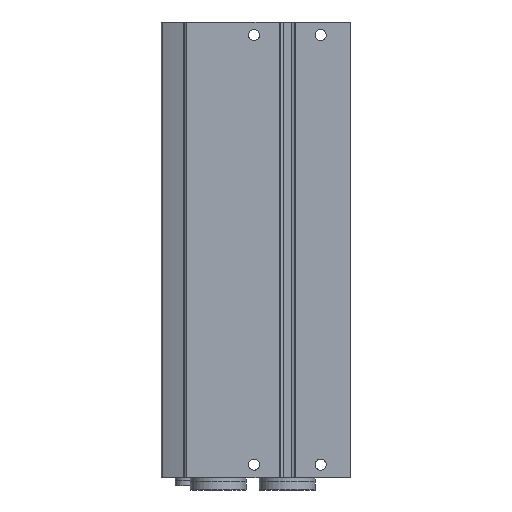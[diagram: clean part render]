
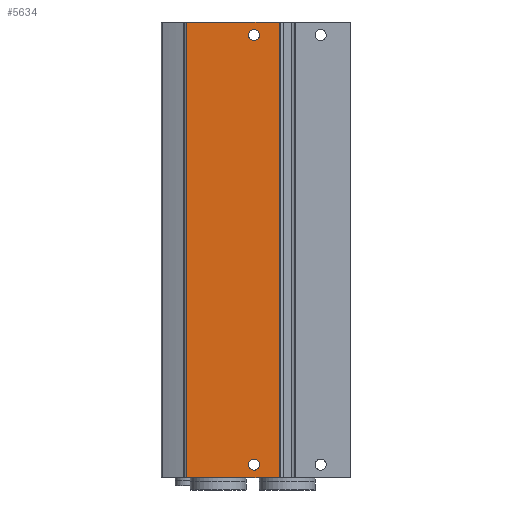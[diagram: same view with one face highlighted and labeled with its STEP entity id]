
A CAD part, front view. The second image highlights one B-rep face of the part: STEP entity #5634.
In plain terms, the highlighted planar face has unit normal (0, -1, 0).
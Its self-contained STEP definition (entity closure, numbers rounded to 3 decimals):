
#257=PLANE('',#6096);
#442=CIRCLE('',#6097,3.15);
#443=CIRCLE('',#6098,3.15);
#857=ORIENTED_EDGE('',*,*,#2297,.F.);
#858=ORIENTED_EDGE('',*,*,#2298,.F.);
#859=ORIENTED_EDGE('',*,*,#2299,.F.);
#860=ORIENTED_EDGE('',*,*,#2296,.F.);
#861=ORIENTED_EDGE('',*,*,#2300,.T.);
#862=ORIENTED_EDGE('',*,*,#2301,.T.);
#2296=EDGE_CURVE('',#3013,#3012,#3545,.T.);
#2297=EDGE_CURVE('',#3014,#3014,#442,.T.);
#2298=EDGE_CURVE('',#3015,#3015,#443,.T.);
#2299=EDGE_CURVE('',#3012,#3016,#3546,.T.);
#2300=EDGE_CURVE('',#3013,#3017,#3547,.T.);
#2301=EDGE_CURVE('',#3017,#3016,#3548,.T.);
#3012=VERTEX_POINT('',#9062);
#3013=VERTEX_POINT('',#9064);
#3014=VERTEX_POINT('',#9068);
#3015=VERTEX_POINT('',#9070);
#3016=VERTEX_POINT('',#9072);
#3017=VERTEX_POINT('',#9074);
#3545=LINE('',#9065,#3906);
#3546=LINE('',#9071,#3907);
#3547=LINE('',#9073,#3908);
#3548=LINE('',#9075,#3909);
#3906=VECTOR('',#6878,1000.);
#3907=VECTOR('',#6885,1000.);
#3908=VECTOR('',#6886,1000.);
#3909=VECTOR('',#6887,1000.);
#4276=EDGE_LOOP('',(#857));
#4277=EDGE_LOOP('',(#858));
#4278=EDGE_LOOP('',(#859,#860,#861,#862));
#4895=FACE_BOUND('',#4276,.T.);
#4896=FACE_BOUND('',#4277,.T.);
#4897=FACE_BOUND('',#4278,.T.);
#5634=ADVANCED_FACE('',(#4895,#4896,#4897),#257,.T.);
#6096=AXIS2_PLACEMENT_3D('',#9066,#6879,#6880);
#6097=AXIS2_PLACEMENT_3D('',#9067,#6881,#6882);
#6098=AXIS2_PLACEMENT_3D('',#9069,#6883,#6884);
#6878=DIRECTION('',(0.,0.,1.));
#6879=DIRECTION('',(0.,-1.,0.));
#6880=DIRECTION('',(0.,0.,-1.));
#6881=DIRECTION('',(0.,-1.,0.));
#6882=DIRECTION('',(0.,0.,-1.));
#6883=DIRECTION('',(0.,-1.,0.));
#6884=DIRECTION('',(0.,0.,-1.));
#6885=DIRECTION('',(1.,0.,0.));
#6886=DIRECTION('',(1.,0.,0.));
#6887=DIRECTION('',(0.,0.,1.));
#9062=CARTESIAN_POINT('',(-57.5,0.,0.));
#9064=CARTESIAN_POINT('',(-57.5,0.,-260.));
#9065=CARTESIAN_POINT('',(-57.5,0.,-260.));
#9066=CARTESIAN_POINT('',(-57.5,0.,-260.));
#9067=CARTESIAN_POINT('',(-19.,0.,-252.5));
#9068=CARTESIAN_POINT('',(-19.,0.,-255.65));
#9069=CARTESIAN_POINT('',(-19.,0.,-7.5));
#9070=CARTESIAN_POINT('',(-19.,0.,-10.65));
#9071=CARTESIAN_POINT('',(-57.5,0.,0.));
#9072=CARTESIAN_POINT('',(-4.7,0.,0.));
#9073=CARTESIAN_POINT('',(-57.5,0.,-260.));
#9074=CARTESIAN_POINT('',(-4.7,0.,-260.));
#9075=CARTESIAN_POINT('',(-4.7,0.,-260.));
